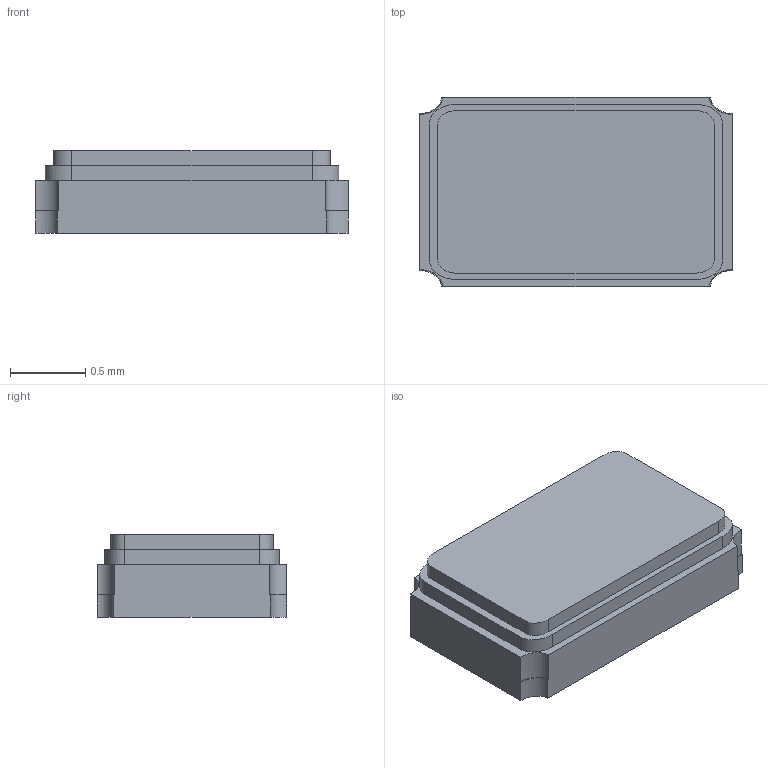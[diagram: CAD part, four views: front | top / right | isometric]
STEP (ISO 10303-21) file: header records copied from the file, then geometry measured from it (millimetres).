
FILE_DESCRIPTION(('FreeCAD Model'),'2;1');
FILE_NAME('User Library-Crystal NDK NX2520SA series.step', '2018-12-09T15:34:45',('kicad StepUp'),('ksu MCAD'), 'Open CASCADE STEP processor 7.3','FreeCAD','Unknown');
FILE_SCHEMA(('AUTOMOTIVE_DESIGN { 1 0 10303 214 1 1 1 1 }'));
Length unit declared in the file: millimetre
Products named in the file (1): User_Library-Crystal_NDK_NX2520SA_series
Bounding box: 2.08 x 1.26 x 0.55 mm (x, y, z)
Volume: 1.3 mm3; surface area: 8.6 mm2
Topology: 1 solids, 1 shells, 36 faces, 96 edges, 64 vertices
Faces by surface type: bspline 36
Entity records: 1286 total; most frequent: CARTESIAN_POINT 465, ORIENTED_EDGE 192, EDGE_CURVE 96, VERTEX_POINT 64, B_SPLINE_CURVE_WITH_KNOTS 64, FACE_BOUND 38, EDGE_LOOP 38, ADVANCED_FACE 36
